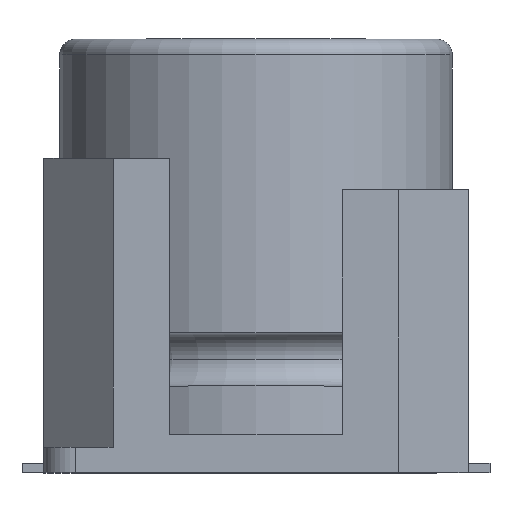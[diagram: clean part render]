
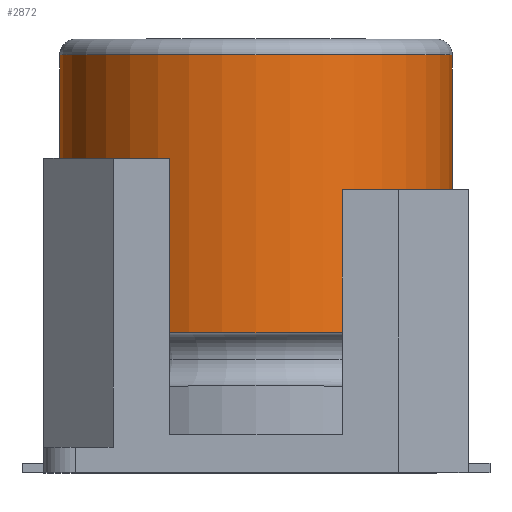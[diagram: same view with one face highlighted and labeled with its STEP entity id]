
A CAD part, top view. The second image highlights one B-rep face of the part: STEP entity #2872.
In plain terms, the highlighted cylindrical face has radius 6.25 mm (diameter 12.5 mm), a partial arc.
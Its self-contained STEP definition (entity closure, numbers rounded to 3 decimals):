
#62 = DIRECTION ( 'NONE',  ( -1., 0., 0. ) ) ;
#80 = EDGE_CURVE ( 'NONE', #3332, #834, #2218, .T. ) ;
#105 = ORIENTED_EDGE ( 'NONE', *, *, #3844, .T. ) ;
#173 = CARTESIAN_POINT ( 'NONE',  ( 0., 3.25, 0. ) ) ;
#252 = VERTEX_POINT ( 'NONE', #2311 ) ;
#280 = CARTESIAN_POINT ( 'NONE',  ( -6.25, 3.25, 0. ) ) ;
#501 = LINE ( 'NONE', #890, #2514 ) ;
#533 = ORIENTED_EDGE ( 'NONE', *, *, #3617, .T. ) ;
#808 = CARTESIAN_POINT ( 'NONE',  ( 6.25, 12.6, 0. ) ) ;
#834 = VERTEX_POINT ( 'NONE', #280 ) ;
#890 = CARTESIAN_POINT ( 'NONE',  ( -6.25, 12.6, 0. ) ) ;
#935 = VECTOR ( 'NONE', #1975, 1000. ) ;
#946 = AXIS2_PLACEMENT_3D ( 'NONE', #3875, #3031, #2135 ) ;
#975 = FACE_OUTER_BOUND ( 'NONE', #1477, .T. ) ;
#1191 = DIRECTION ( 'NONE',  ( 0., -1., 0. ) ) ;
#1247 = CIRCLE ( 'NONE', #3466, 6.25 ) ;
#1407 = VERTEX_POINT ( 'NONE', #3569 ) ;
#1443 = AXIS2_PLACEMENT_3D ( 'NONE', #173, #2857, #1695 ) ;
#1477 = EDGE_LOOP ( 'NONE', ( #105, #533, #1808, #2408 ) ) ;
#1695 = DIRECTION ( 'NONE',  ( 1., 0., 0. ) ) ;
#1808 = ORIENTED_EDGE ( 'NONE', *, *, #80, .F. ) ;
#1852 = DIRECTION ( 'NONE',  ( 0., -1., 0. ) ) ;
#1975 = DIRECTION ( 'NONE',  ( 0., -1., 0. ) ) ;
#2135 = DIRECTION ( 'NONE',  ( 1., 0., 0. ) ) ;
#2190 = EDGE_CURVE ( 'NONE', #252, #3332, #3186, .T. ) ;
#2218 = CIRCLE ( 'NONE', #1443, 6.25 ) ;
#2311 = CARTESIAN_POINT ( 'NONE',  ( 6.25, 12.1, 0. ) ) ;
#2408 = ORIENTED_EDGE ( 'NONE', *, *, #2190, .F. ) ;
#2478 = CYLINDRICAL_SURFACE ( 'NONE', #946, 6.25 ) ;
#2514 = VECTOR ( 'NONE', #1191, 1000. ) ;
#2718 = CARTESIAN_POINT ( 'NONE',  ( 0., 12.1, 0. ) ) ;
#2857 = DIRECTION ( 'NONE',  ( 0., -1., 0. ) ) ;
#2872 = ADVANCED_FACE ( 'NONE', ( #975 ), #2478, .T. ) ;
#3031 = DIRECTION ( 'NONE',  ( 0., -1., 0. ) ) ;
#3186 = LINE ( 'NONE', #808, #935 ) ;
#3332 = VERTEX_POINT ( 'NONE', #3504 ) ;
#3466 = AXIS2_PLACEMENT_3D ( 'NONE', #2718, #1852, #62 ) ;
#3504 = CARTESIAN_POINT ( 'NONE',  ( 6.25, 3.25, 0. ) ) ;
#3569 = CARTESIAN_POINT ( 'NONE',  ( -6.25, 12.1, 0. ) ) ;
#3617 = EDGE_CURVE ( 'NONE', #1407, #834, #501, .T. ) ;
#3844 = EDGE_CURVE ( 'NONE', #252, #1407, #1247, .T. ) ;
#3875 = CARTESIAN_POINT ( 'NONE',  ( 0., 12.6, 0. ) ) ;
